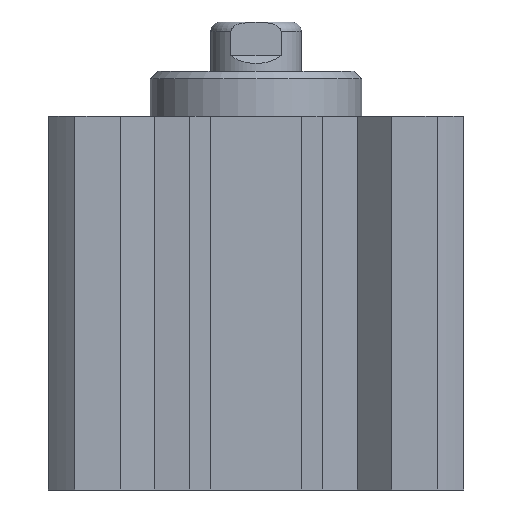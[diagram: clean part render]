
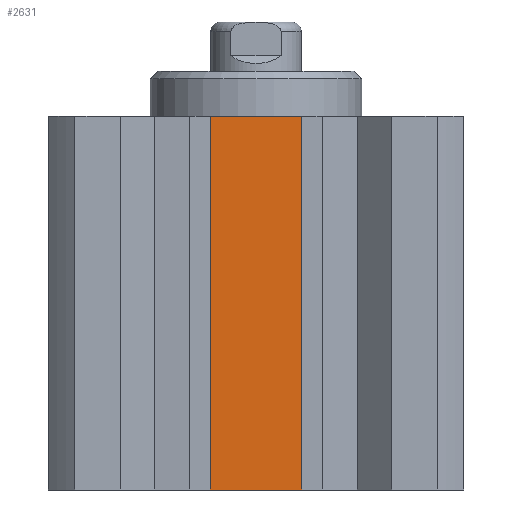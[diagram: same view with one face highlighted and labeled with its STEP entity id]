
A CAD part, front view. The second image highlights one B-rep face of the part: STEP entity #2631.
In plain terms, the highlighted planar face has unit normal (0, -1, 0).
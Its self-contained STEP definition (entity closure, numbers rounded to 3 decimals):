
#659=CARTESIAN_POINT('',(6.35,-23.3,0.0));
#660=VERTEX_POINT('',#659);
#667=CARTESIAN_POINT('',(-6.35,-23.3,0.0));
#668=VERTEX_POINT('',#667);
#669=CARTESIAN_POINT('',(-6.35,-23.3,0.0));
#670=DIRECTION('',(1.0,0.0,0.0));
#671=VECTOR('',#670,12.7);
#672=LINE('',#669,#671);
#673=EDGE_CURVE('',#668,#660,#672,.T.);
#2074=CARTESIAN_POINT('',(-6.35,-23.3,49.5));
#2075=VERTEX_POINT('',#2074);
#2082=CARTESIAN_POINT('',(6.35,-23.3,49.5));
#2083=VERTEX_POINT('',#2082);
#2084=CARTESIAN_POINT('',(6.35,-23.3,49.5));
#2085=DIRECTION('',(-1.0,0.0,0.0));
#2086=VECTOR('',#2085,12.7);
#2087=LINE('',#2084,#2086);
#2088=EDGE_CURVE('',#2083,#2075,#2087,.T.);
#2610=CARTESIAN_POINT('',(6.35,-23.3,0.0));
#2611=DIRECTION('',(0.0,-1.0,0.0));
#2612=DIRECTION('',(0.0,0.0,-1.0));
#2613=AXIS2_PLACEMENT_3D('',#2610,#2611,#2612);
#2614=PLANE('',#2613);
#2615=ORIENTED_EDGE('',*,*,#2088,.T.);
#2616=CARTESIAN_POINT('',(-6.35,-23.3,0.0));
#2617=DIRECTION('',(0.0,0.0,1.0));
#2618=VECTOR('',#2617,49.5);
#2619=LINE('',#2616,#2618);
#2620=EDGE_CURVE('',#668,#2075,#2619,.T.);
#2621=ORIENTED_EDGE('',*,*,#2620,.F.);
#2622=ORIENTED_EDGE('',*,*,#673,.T.);
#2623=CARTESIAN_POINT('',(6.35,-23.3,0.0));
#2624=DIRECTION('',(0.0,0.0,1.0));
#2625=VECTOR('',#2624,49.5);
#2626=LINE('',#2623,#2625);
#2627=EDGE_CURVE('',#660,#2083,#2626,.T.);
#2628=ORIENTED_EDGE('',*,*,#2627,.T.);
#2629=EDGE_LOOP('',(#2615,#2621,#2622,#2628));
#2630=FACE_OUTER_BOUND('',#2629,.T.);
#2631=ADVANCED_FACE('',(#2630),#2614,.T.);
